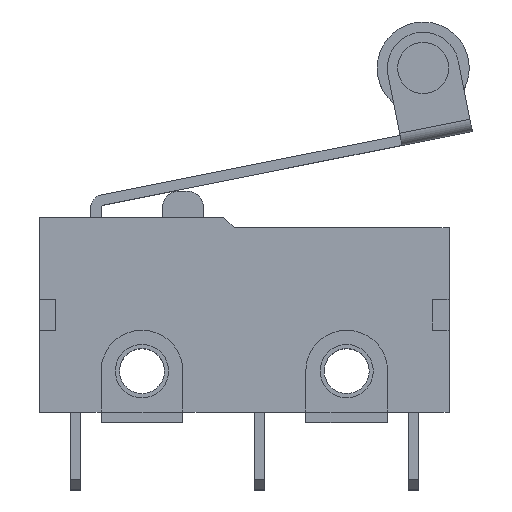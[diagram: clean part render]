
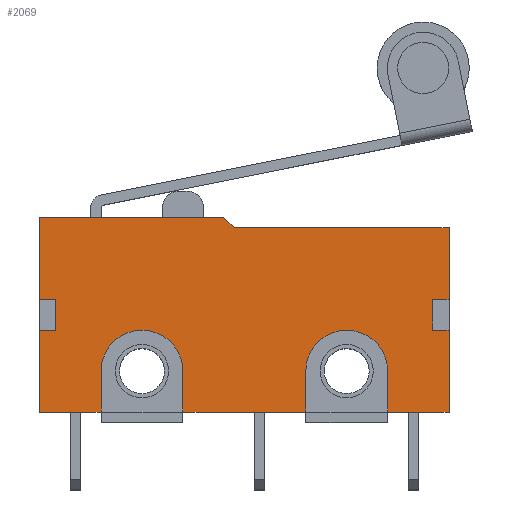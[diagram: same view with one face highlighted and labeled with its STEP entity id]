
A CAD part, top view. The second image highlights one B-rep face of the part: STEP entity #2069.
In plain terms, the highlighted planar face has unit normal (0, 0, 1).
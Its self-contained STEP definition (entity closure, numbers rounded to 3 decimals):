
#85=FACE_OUTER_BOUND('',#213,.T.);
#213=EDGE_LOOP('',(#1403,#1404,#1405,#1406,#1407,#1408,#1409,#1410,#1411,
#1412,#1413,#1414,#1415,#1416,#1417,#1418,#1419,#1420,#1421,#1422,#1423,
#1424));
#352=CIRCLE('',#2221,2.);
#353=CIRCLE('',#2222,2.);
#434=LINE('',#3067,#670);
#435=LINE('',#3069,#671);
#436=LINE('',#3071,#672);
#437=LINE('',#3073,#673);
#438=LINE('',#3075,#674);
#439=LINE('',#3077,#675);
#440=LINE('',#3079,#676);
#441=LINE('',#3081,#677);
#442=LINE('',#3083,#678);
#443=LINE('',#3085,#679);
#444=LINE('',#3087,#680);
#445=LINE('',#3089,#681);
#446=LINE('',#3090,#682);
#447=LINE('',#3092,#683);
#448=LINE('',#3095,#684);
#449=LINE('',#3096,#685);
#450=LINE('',#3098,#686);
#451=LINE('',#3101,#687);
#452=LINE('',#3103,#688);
#453=LINE('',#3104,#689);
#670=VECTOR('',#2444,10.);
#671=VECTOR('',#2445,10.);
#672=VECTOR('',#2446,10.);
#673=VECTOR('',#2447,10.);
#674=VECTOR('',#2448,10.);
#675=VECTOR('',#2449,10.);
#676=VECTOR('',#2450,10.);
#677=VECTOR('',#2451,10.);
#678=VECTOR('',#2452,10.);
#679=VECTOR('',#2453,10.);
#680=VECTOR('',#2454,10.);
#681=VECTOR('',#2455,10.);
#682=VECTOR('',#2456,10.);
#683=VECTOR('',#2457,10.);
#684=VECTOR('',#2460,10.);
#685=VECTOR('',#2461,10.);
#686=VECTOR('',#2462,10.);
#687=VECTOR('',#2465,10.);
#688=VECTOR('',#2466,10.);
#689=VECTOR('',#2467,10.);
#883=VERTEX_POINT('',#3015);
#886=VERTEX_POINT('',#3020);
#893=VERTEX_POINT('',#3042);
#896=VERTEX_POINT('',#3047);
#901=VERTEX_POINT('',#3065);
#902=VERTEX_POINT('',#3066);
#903=VERTEX_POINT('',#3068);
#904=VERTEX_POINT('',#3070);
#905=VERTEX_POINT('',#3072);
#906=VERTEX_POINT('',#3074);
#907=VERTEX_POINT('',#3076);
#908=VERTEX_POINT('',#3078);
#909=VERTEX_POINT('',#3080);
#910=VERTEX_POINT('',#3082);
#911=VERTEX_POINT('',#3084);
#912=VERTEX_POINT('',#3086);
#913=VERTEX_POINT('',#3088);
#914=VERTEX_POINT('',#3091);
#915=VERTEX_POINT('',#3093);
#916=VERTEX_POINT('',#3097);
#917=VERTEX_POINT('',#3099);
#918=VERTEX_POINT('',#3102);
#1097=EDGE_CURVE('',#901,#902,#434,.T.);
#1098=EDGE_CURVE('',#902,#903,#435,.T.);
#1099=EDGE_CURVE('',#903,#904,#436,.T.);
#1100=EDGE_CURVE('',#904,#905,#437,.T.);
#1101=EDGE_CURVE('',#905,#906,#438,.T.);
#1102=EDGE_CURVE('',#906,#907,#439,.T.);
#1103=EDGE_CURVE('',#907,#908,#440,.T.);
#1104=EDGE_CURVE('',#908,#909,#441,.T.);
#1105=EDGE_CURVE('',#909,#910,#442,.T.);
#1106=EDGE_CURVE('',#910,#911,#443,.T.);
#1107=EDGE_CURVE('',#911,#912,#444,.T.);
#1108=EDGE_CURVE('',#912,#913,#445,.T.);
#1109=EDGE_CURVE('',#913,#883,#446,.T.);
#1110=EDGE_CURVE('',#883,#914,#447,.T.);
#1111=EDGE_CURVE('',#914,#915,#352,.T.);
#1112=EDGE_CURVE('',#915,#886,#448,.T.);
#1113=EDGE_CURVE('',#886,#893,#449,.T.);
#1114=EDGE_CURVE('',#893,#916,#450,.T.);
#1115=EDGE_CURVE('',#916,#917,#353,.T.);
#1116=EDGE_CURVE('',#917,#896,#451,.T.);
#1117=EDGE_CURVE('',#896,#918,#452,.T.);
#1118=EDGE_CURVE('',#918,#901,#453,.T.);
#1403=ORIENTED_EDGE('',*,*,#1097,.T.);
#1404=ORIENTED_EDGE('',*,*,#1098,.T.);
#1405=ORIENTED_EDGE('',*,*,#1099,.T.);
#1406=ORIENTED_EDGE('',*,*,#1100,.T.);
#1407=ORIENTED_EDGE('',*,*,#1101,.T.);
#1408=ORIENTED_EDGE('',*,*,#1102,.T.);
#1409=ORIENTED_EDGE('',*,*,#1103,.T.);
#1410=ORIENTED_EDGE('',*,*,#1104,.T.);
#1411=ORIENTED_EDGE('',*,*,#1105,.T.);
#1412=ORIENTED_EDGE('',*,*,#1106,.T.);
#1413=ORIENTED_EDGE('',*,*,#1107,.T.);
#1414=ORIENTED_EDGE('',*,*,#1108,.T.);
#1415=ORIENTED_EDGE('',*,*,#1109,.T.);
#1416=ORIENTED_EDGE('',*,*,#1110,.T.);
#1417=ORIENTED_EDGE('',*,*,#1111,.T.);
#1418=ORIENTED_EDGE('',*,*,#1112,.T.);
#1419=ORIENTED_EDGE('',*,*,#1113,.T.);
#1420=ORIENTED_EDGE('',*,*,#1114,.T.);
#1421=ORIENTED_EDGE('',*,*,#1115,.T.);
#1422=ORIENTED_EDGE('',*,*,#1116,.T.);
#1423=ORIENTED_EDGE('',*,*,#1117,.T.);
#1424=ORIENTED_EDGE('',*,*,#1118,.T.);
#1969=PLANE('',#2220);
#2069=ADVANCED_FACE('',(#85),#1969,.T.);
#2220=AXIS2_PLACEMENT_3D('',#3064,#2442,#2443);
#2221=AXIS2_PLACEMENT_3D('',#3094,#2458,#2459);
#2222=AXIS2_PLACEMENT_3D('',#3100,#2463,#2464);
#2442=DIRECTION('center_axis',(0.,0.,1.));
#2443=DIRECTION('ref_axis',(1.,0.,0.));
#2444=DIRECTION('',(-1.,0.,0.));
#2445=DIRECTION('',(0.,1.,0.));
#2446=DIRECTION('',(1.,0.,0.));
#2447=DIRECTION('',(0.,1.,0.));
#2448=DIRECTION('',(-1.,0.,0.));
#2449=DIRECTION('',(-0.707,0.707,0.));
#2450=DIRECTION('',(-1.,0.,0.));
#2451=DIRECTION('',(0.,-1.,0.));
#2452=DIRECTION('',(1.,0.,0.));
#2453=DIRECTION('',(0.,-1.,0.));
#2454=DIRECTION('',(-1.,0.,0.));
#2455=DIRECTION('',(0.,-1.,0.));
#2456=DIRECTION('',(1.,0.,0.));
#2457=DIRECTION('',(0.,1.,0.));
#2458=DIRECTION('center_axis',(0.,0.,-1.));
#2459=DIRECTION('ref_axis',(1.,0.,0.));
#2460=DIRECTION('',(0.,-1.,0.));
#2461=DIRECTION('',(1.,0.,0.));
#2462=DIRECTION('',(0.,1.,0.));
#2463=DIRECTION('center_axis',(0.,0.,-1.));
#2464=DIRECTION('ref_axis',(1.,0.,0.));
#2465=DIRECTION('',(0.,-1.,0.));
#2466=DIRECTION('',(1.,0.,0.));
#2467=DIRECTION('',(0.,1.,0.));
#3015=CARTESIAN_POINT('',(3.,0.5,6.5));
#3020=CARTESIAN_POINT('',(7.,0.5,6.5));
#3042=CARTESIAN_POINT('',(13.,0.5,6.5));
#3047=CARTESIAN_POINT('',(17.,0.5,6.5));
#3064=CARTESIAN_POINT('Origin',(10.,5.25,6.5));
#3065=CARTESIAN_POINT('',(20.,4.5,6.5));
#3066=CARTESIAN_POINT('',(19.2,4.5,6.5));
#3067=CARTESIAN_POINT('',(20.,4.5,6.5));
#3068=CARTESIAN_POINT('',(19.2,6.,6.5));
#3069=CARTESIAN_POINT('',(19.2,4.5,6.5));
#3070=CARTESIAN_POINT('',(20.,6.,6.5));
#3071=CARTESIAN_POINT('',(19.2,6.,6.5));
#3072=CARTESIAN_POINT('',(20.,9.5,6.5));
#3073=CARTESIAN_POINT('',(20.,9.5,6.5));
#3074=CARTESIAN_POINT('',(9.5,9.5,6.5));
#3075=CARTESIAN_POINT('',(9.5,9.5,6.5));
#3076=CARTESIAN_POINT('',(9.,10.,6.5));
#3077=CARTESIAN_POINT('',(9.5,9.5,6.5));
#3078=CARTESIAN_POINT('',(0.,10.,6.5));
#3079=CARTESIAN_POINT('',(0.,10.,6.5));
#3080=CARTESIAN_POINT('',(0.,6.,6.5));
#3081=CARTESIAN_POINT('',(0.,0.5,6.5));
#3082=CARTESIAN_POINT('',(0.8,6.,6.5));
#3083=CARTESIAN_POINT('',(0.,6.,6.5));
#3084=CARTESIAN_POINT('',(0.8,4.5,6.5));
#3085=CARTESIAN_POINT('',(0.8,6.,6.5));
#3086=CARTESIAN_POINT('',(0.,4.5,6.5));
#3087=CARTESIAN_POINT('',(0.8,4.5,6.5));
#3088=CARTESIAN_POINT('',(0.,0.5,6.5));
#3089=CARTESIAN_POINT('',(0.,0.5,6.5));
#3090=CARTESIAN_POINT('',(0.,0.5,6.5));
#3091=CARTESIAN_POINT('',(3.,2.5,6.5));
#3092=CARTESIAN_POINT('',(3.,0.5,6.5));
#3093=CARTESIAN_POINT('',(7.,2.5,6.5));
#3094=CARTESIAN_POINT('Origin',(5.,2.5,6.5));
#3095=CARTESIAN_POINT('',(7.,2.5,6.5));
#3096=CARTESIAN_POINT('',(7.,0.5,6.5));
#3097=CARTESIAN_POINT('',(13.,2.5,6.5));
#3098=CARTESIAN_POINT('',(13.,0.5,6.5));
#3099=CARTESIAN_POINT('',(17.,2.5,6.5));
#3100=CARTESIAN_POINT('Origin',(15.,2.5,6.5));
#3101=CARTESIAN_POINT('',(17.,2.5,6.5));
#3102=CARTESIAN_POINT('',(20.,0.5,6.5));
#3103=CARTESIAN_POINT('',(20.,0.5,6.5));
#3104=CARTESIAN_POINT('',(20.,9.5,6.5));
